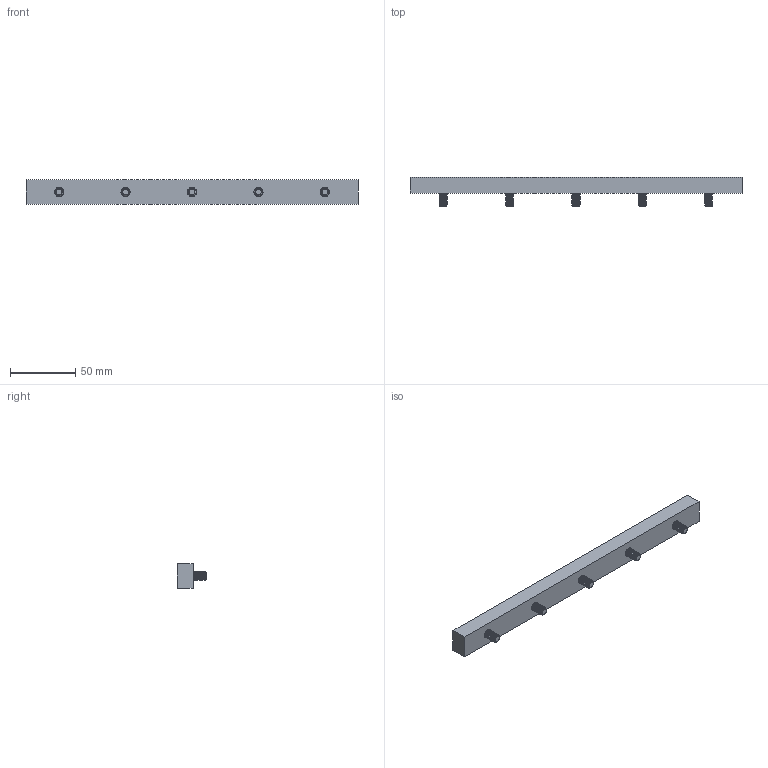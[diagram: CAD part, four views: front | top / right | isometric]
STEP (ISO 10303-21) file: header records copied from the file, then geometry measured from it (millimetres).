
FILE_DESCRIPTION (( 'STEP AP214' ), '1' );
FILE_NAME ('33240.STEP', '2018-01-23T18:32:24', ( 'Mike W' ), ( '' ), 'SwSTEP 2.0', 'SolidWorks 2017', '' );
FILE_SCHEMA (( 'AUTOMOTIVE_DESIGN' ));
Length unit declared in the file: inch
Products named in the file (3): 142058 SHCS_142058 SHCS; 33240; 332401_332401
Assembly tree (6 placements, depth 2):
  33240
    332401_332401
    142058 SHCS_142058 SHCS  x5
Bounding box: 254 x 22.61 x 18.54 mm (x, y, z)
Volume: 57277.2 mm3; surface area: 21571.9 mm2
Topology: 6 solids, 6 shells, 421 faces, 1097 edges, 703 vertices
Faces by surface type: cylinder 285, cone 65, plane 61, bspline 10
Entity records: 4734 total; most frequent: CARTESIAN_POINT 2213, ORIENTED_EDGE 554, DIRECTION 456, EDGE_CURVE 277, VERTEX_POINT 179, AXIS2_PLACEMENT_3D 177, EDGE_LOOP 126, ADVANCED_FACE 109
